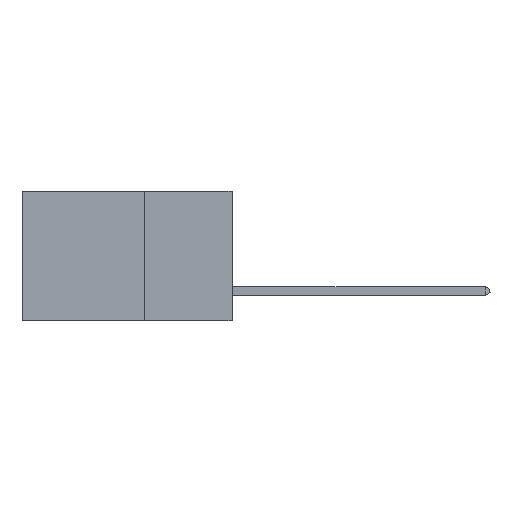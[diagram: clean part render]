
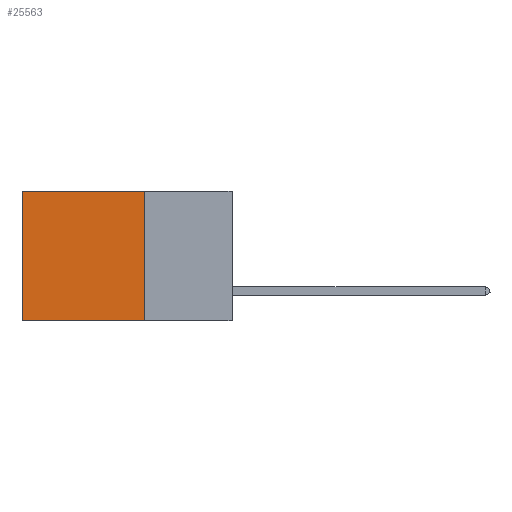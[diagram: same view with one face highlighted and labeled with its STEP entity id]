
A CAD part, left-side view. The second image highlights one B-rep face of the part: STEP entity #25563.
In plain terms, the highlighted planar face has unit normal (-1, 0, 0).
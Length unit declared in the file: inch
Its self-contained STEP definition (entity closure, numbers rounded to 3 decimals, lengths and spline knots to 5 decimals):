
#7 = DIRECTION ( 'NONE',  ( 0., 0., -1. ) ) ;
#990 = ORIENTED_EDGE ( 'NONE', *, *, #17651, .T. ) ;
#1166 = CARTESIAN_POINT ( 'NONE',  ( 0.2875, 0.6, -0.37 ) ) ;
#1572 = CARTESIAN_POINT ( 'NONE',  ( 0.2875, 0.25, -0.37 ) ) ;
#6907 = AXIS2_PLACEMENT_3D ( 'NONE', #8492, #36540, #7 ) ;
#6922 = DIRECTION ( 'NONE',  ( 0., 1., 0. ) ) ;
#8492 = CARTESIAN_POINT ( 'NONE',  ( 0.2875, 0.25, 0. ) ) ;
#9088 = PLANE ( 'NONE',  #6907 ) ;
#9361 = CARTESIAN_POINT ( 'NONE',  ( 0.2875, 0.25, 0. ) ) ;
#10136 = VECTOR ( 'NONE', #35462, 39.37008 ) ;
#10843 = LINE ( 'NONE', #1572, #10136 ) ;
#12358 = VECTOR ( 'NONE', #27099, 39.37008 ) ;
#13157 = EDGE_CURVE ( 'NONE', #14201, #25651, #13401, .T. ) ;
#13317 = DIRECTION ( 'NONE',  ( 0., 0., -1. ) ) ;
#13401 = LINE ( 'NONE', #9361, #30433 ) ;
#14201 = VERTEX_POINT ( 'NONE', #33005 ) ;
#14242 = VERTEX_POINT ( 'NONE', #32220 ) ;
#15584 = CARTESIAN_POINT ( 'NONE',  ( 0.2875, 0.6, 0. ) ) ;
#17651 = EDGE_CURVE ( 'NONE', #25651, #28723, #36401, .T. ) ;
#17686 = ORIENTED_EDGE ( 'NONE', *, *, #13157, .T. ) ;
#18461 = ORIENTED_EDGE ( 'NONE', *, *, #37335, .F. ) ;
#19166 = CARTESIAN_POINT ( 'NONE',  ( 0.2875, 0.25, 0. ) ) ;
#23510 = EDGE_LOOP ( 'NONE', ( #990, #18461, #28730, #17686 ) ) ;
#24423 = FACE_OUTER_BOUND ( 'NONE', #23510, .T. ) ;
#25563 = ADVANCED_FACE ( 'NONE', ( #24423 ), #9088, .F. ) ;
#25651 = VERTEX_POINT ( 'NONE', #30087 ) ;
#27099 = DIRECTION ( 'NONE',  ( 0., 0., -1. ) ) ;
#28723 = VERTEX_POINT ( 'NONE', #1166 ) ;
#28730 = ORIENTED_EDGE ( 'NONE', *, *, #35118, .F. ) ;
#30087 = CARTESIAN_POINT ( 'NONE',  ( 0.2875, 0.6, 0. ) ) ;
#30433 = VECTOR ( 'NONE', #6922, 39.37008 ) ;
#32220 = CARTESIAN_POINT ( 'NONE',  ( 0.2875, 0.25, -0.37 ) ) ;
#33005 = CARTESIAN_POINT ( 'NONE',  ( 0.2875, 0.25, 0. ) ) ;
#35118 = EDGE_CURVE ( 'NONE', #14201, #14242, #37534, .T. ) ;
#35462 = DIRECTION ( 'NONE',  ( 0., 1., 0. ) ) ;
#36401 = LINE ( 'NONE', #15584, #12358 ) ;
#36540 = DIRECTION ( 'NONE',  ( 1., 0., 0. ) ) ;
#37335 = EDGE_CURVE ( 'NONE', #14242, #28723, #10843, .T. ) ;
#37534 = LINE ( 'NONE', #19166, #39030 ) ;
#39030 = VECTOR ( 'NONE', #13317, 39.37008 ) ;
